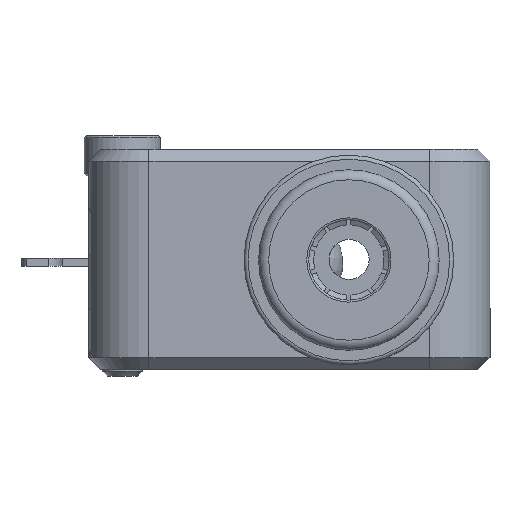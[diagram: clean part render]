
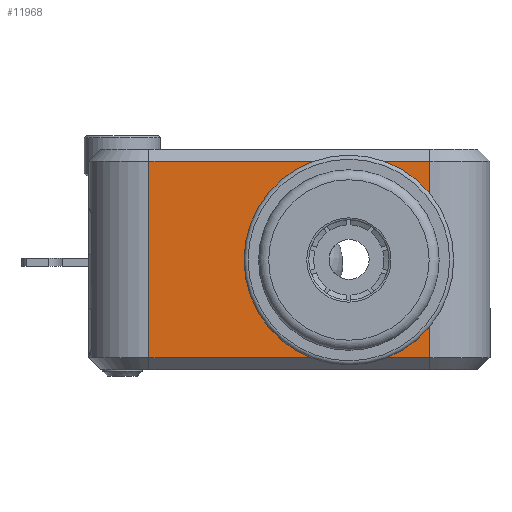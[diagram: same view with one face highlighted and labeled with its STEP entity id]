
A CAD part, front view. The second image highlights one B-rep face of the part: STEP entity #11968.
In plain terms, the highlighted planar face has unit normal (0, -1, 0).
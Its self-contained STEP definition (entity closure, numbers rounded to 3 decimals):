
#750=PLANE('',#13325);
#1408=FACE_OUTER_BOUND('',#2116,.T.);
#2116=EDGE_LOOP('',(#10929,#10930,#10931,#10932,#10933,#10934,#10935,#10936,
#10937,#10938));
#3023=LINE('',#20694,#4053);
#3117=LINE('',#20953,#4147);
#3130=LINE('',#21003,#4160);
#3136=LINE('',#21017,#4166);
#3137=LINE('',#21025,#4167);
#3138=LINE('',#21030,#4168);
#3139=LINE('',#21032,#4169);
#3140=LINE('',#21034,#4170);
#4053=VECTOR('',#16448,10.);
#4147=VECTOR('',#16700,10.);
#4160=VECTOR('',#16747,10.);
#4166=VECTOR('',#16765,10.);
#4167=VECTOR('',#16766,10.);
#4168=VECTOR('',#16771,10.);
#4169=VECTOR('',#16772,10.);
#4170=VECTOR('',#16773,10.);
#4767=CIRCLE('',#13326,4.175);
#4768=CIRCLE('',#13327,4.175);
#5741=VERTEX_POINT('',#20691);
#5742=VERTEX_POINT('',#20693);
#5828=VERTEX_POINT('',#20951);
#5842=VERTEX_POINT('',#21002);
#5844=VERTEX_POINT('',#21016);
#5845=VERTEX_POINT('',#21018);
#5846=VERTEX_POINT('',#21027);
#5847=VERTEX_POINT('',#21029);
#5848=VERTEX_POINT('',#21031);
#5849=VERTEX_POINT('',#21033);
#7392=EDGE_CURVE('',#5741,#5742,#3023,.T.);
#7523=EDGE_CURVE('',#5828,#5741,#3117,.T.);
#7546=EDGE_CURVE('',#5742,#5842,#3130,.T.);
#7553=EDGE_CURVE('',#5842,#5844,#3136,.T.);
#7555=EDGE_CURVE('',#5845,#5828,#3137,.T.);
#7556=EDGE_CURVE('',#5845,#5846,#4767,.T.);
#7557=EDGE_CURVE('',#5846,#5847,#3138,.T.);
#7558=EDGE_CURVE('',#5847,#5848,#3139,.T.);
#7559=EDGE_CURVE('',#5848,#5849,#3140,.T.);
#7560=EDGE_CURVE('',#5849,#5844,#4768,.T.);
#10929=ORIENTED_EDGE('',*,*,#7523,.F.);
#10930=ORIENTED_EDGE('',*,*,#7555,.F.);
#10931=ORIENTED_EDGE('',*,*,#7556,.T.);
#10932=ORIENTED_EDGE('',*,*,#7557,.T.);
#10933=ORIENTED_EDGE('',*,*,#7558,.T.);
#10934=ORIENTED_EDGE('',*,*,#7559,.T.);
#10935=ORIENTED_EDGE('',*,*,#7560,.T.);
#10936=ORIENTED_EDGE('',*,*,#7553,.F.);
#10937=ORIENTED_EDGE('',*,*,#7546,.F.);
#10938=ORIENTED_EDGE('',*,*,#7392,.F.);
#11968=ADVANCED_FACE('',(#1408),#750,.T.);
#13325=AXIS2_PLACEMENT_3D('',#21026,#16767,#16768);
#13326=AXIS2_PLACEMENT_3D('',#21028,#16769,#16770);
#13327=AXIS2_PLACEMENT_3D('',#21035,#16774,#16775);
#16448=DIRECTION('',(0.,0.,1.));
#16700=DIRECTION('',(-1.,0.,0.));
#16747=DIRECTION('',(1.,0.,0.));
#16765=DIRECTION('',(0.,0.,-1.));
#16766=DIRECTION('',(0.,0.,-1.));
#16767=DIRECTION('center_axis',(0.,-1.,0.));
#16768=DIRECTION('ref_axis',(1.,0.,0.));
#16769=DIRECTION('center_axis',(0.,1.,0.));
#16770=DIRECTION('ref_axis',(1.,0.,0.));
#16771=DIRECTION('',(0.847,0.,0.531));
#16772=DIRECTION('',(1.,0.,0.));
#16773=DIRECTION('',(0.847,0.,-0.531));
#16774=DIRECTION('center_axis',(0.,1.,0.));
#16775=DIRECTION('ref_axis',(1.,0.,0.));
#20691=CARTESIAN_POINT('',(3.,-6.65,-4.9));
#20693=CARTESIAN_POINT('',(3.,-6.65,4.9));
#20694=CARTESIAN_POINT('',(3.,-6.65,0.));
#20951=CARTESIAN_POINT('',(17.,-6.65,-4.9));
#20953=CARTESIAN_POINT('',(5.,-6.65,-4.9));
#21002=CARTESIAN_POINT('',(17.,-6.65,4.9));
#21003=CARTESIAN_POINT('',(5.,-6.65,4.9));
#21016=CARTESIAN_POINT('',(17.,-6.65,1.109));
#21017=CARTESIAN_POINT('',(17.,-6.65,0.));
#21018=CARTESIAN_POINT('',(17.,-6.65,-1.109));
#21025=CARTESIAN_POINT('',(17.,-6.65,0.));
#21026=CARTESIAN_POINT('Origin',(0.,-6.65,0.));
#21027=CARTESIAN_POINT('',(10.758,-6.65,3.538));
#21028=CARTESIAN_POINT('Origin',(12.975,-6.65,0.));
#21029=CARTESIAN_POINT('',(11.775,-6.65,4.175));
#21030=CARTESIAN_POINT('',(6.1,-6.65,0.619));
#21031=CARTESIAN_POINT('',(14.175,-6.65,4.175));
#21032=CARTESIAN_POINT('',(5.888,-6.65,4.175));
#21033=CARTESIAN_POINT('',(15.192,-6.65,3.538));
#21034=CARTESIAN_POINT('',(10.025,-6.65,6.775));
#21035=CARTESIAN_POINT('Origin',(12.975,-6.65,0.));
